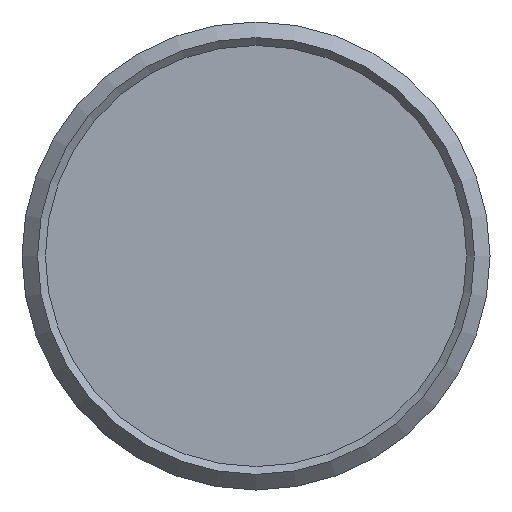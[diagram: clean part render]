
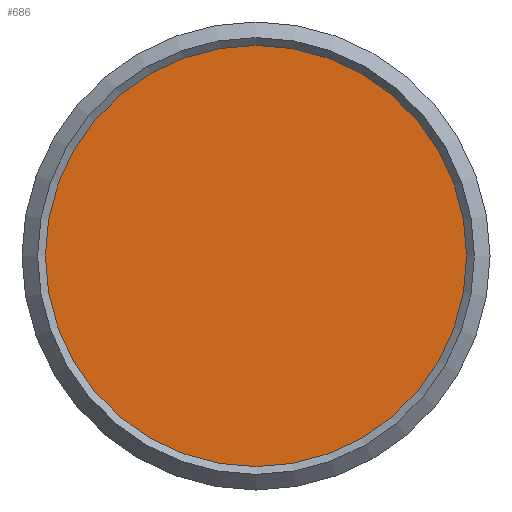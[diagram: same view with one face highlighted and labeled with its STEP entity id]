
A CAD part, front view. The second image highlights one B-rep face of the part: STEP entity #686.
In plain terms, the highlighted planar face has unit normal (0, -1, 0).
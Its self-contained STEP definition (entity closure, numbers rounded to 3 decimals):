
#47=PLANE('',#804);
#93=FACE_OUTER_BOUND('',#147,.T.);
#147=EDGE_LOOP('',(#568));
#259=CIRCLE('',#805,13.5);
#317=VERTEX_POINT('',#1304);
#402=EDGE_CURVE('',#317,#317,#259,.T.);
#568=ORIENTED_EDGE('',*,*,#402,.T.);
#686=ADVANCED_FACE('',(#93),#47,.T.);
#804=AXIS2_PLACEMENT_3D('',#1303,#1022,#1023);
#805=AXIS2_PLACEMENT_3D('',#1305,#1024,#1025);
#1022=DIRECTION('center_axis',(0.,-1.,0.));
#1023=DIRECTION('ref_axis',(0.,0.,-1.));
#1024=DIRECTION('center_axis',(0.,-1.,0.));
#1025=DIRECTION('ref_axis',(1.,0.,0.));
#1303=CARTESIAN_POINT('Origin',(6.75,0.,0.));
#1304=CARTESIAN_POINT('',(-13.5,0.,0.));
#1305=CARTESIAN_POINT('Origin',(0.,0.,
0.));
